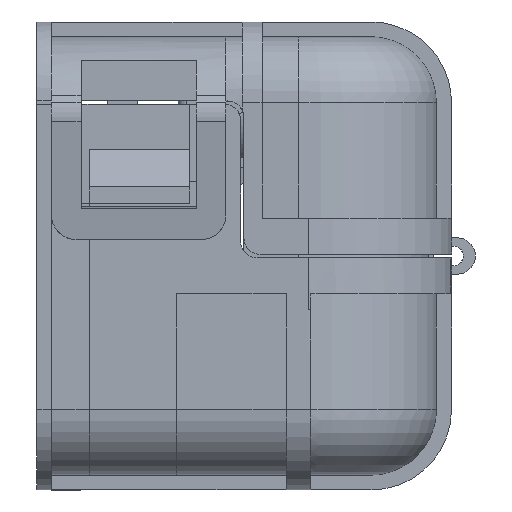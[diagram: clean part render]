
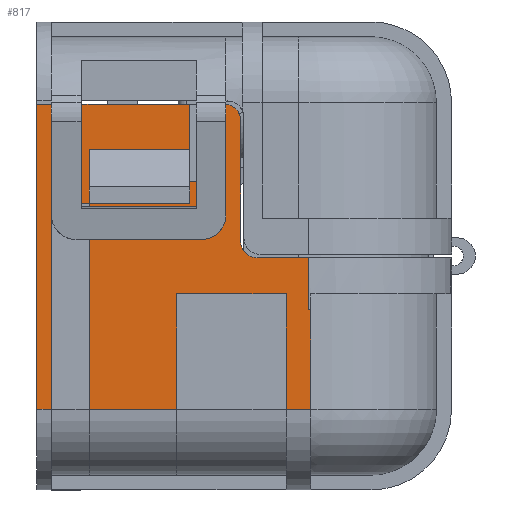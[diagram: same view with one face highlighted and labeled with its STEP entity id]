
A CAD part, front view. The second image highlights one B-rep face of the part: STEP entity #817.
In plain terms, the highlighted planar face has unit normal (0, -1, 0).
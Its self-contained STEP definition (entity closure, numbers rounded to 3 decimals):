
#126=B_SPLINE_CURVE_WITH_KNOTS('',3,(#12039,#12040,#12041,#12042),
 .UNSPECIFIED.,.F.,.F.,(4,4),(0.,1.),.UNSPECIFIED.);
#442=CIRCLE('',#8010,1.);
#484=CIRCLE('',#8127,1.);
#817=ADVANCED_FACE('',(#1459),#1105,.T.);
#1105=PLANE('',#8128);
#1459=FACE_OUTER_BOUND('',#1842,.T.);
#1842=EDGE_LOOP('',(#3563,#3564,#3565,#3566,#3567,#3568,#3569,#3570,#3571,
#3572,#3573,#3574,#3575,#3576,#3577,#3578,#3579,#3580,#3581,#3582,#3583,
#3584,#3585,#3586,#3587,#3588,#3589));
#3563=ORIENTED_EDGE('',*,*,#5687,.F.);
#3564=ORIENTED_EDGE('',*,*,#5730,.F.);
#3565=ORIENTED_EDGE('',*,*,#5820,.F.);
#3566=ORIENTED_EDGE('',*,*,#5734,.F.);
#3567=ORIENTED_EDGE('',*,*,#5567,.T.);
#3568=ORIENTED_EDGE('',*,*,#5566,.T.);
#3569=ORIENTED_EDGE('',*,*,#5851,.T.);
#3570=ORIENTED_EDGE('',*,*,#5852,.T.);
#3571=ORIENTED_EDGE('',*,*,#5853,.F.);
#3572=ORIENTED_EDGE('',*,*,#5623,.F.);
#3573=ORIENTED_EDGE('',*,*,#5700,.T.);
#3574=ORIENTED_EDGE('',*,*,#5685,.F.);
#3575=ORIENTED_EDGE('',*,*,#5683,.F.);
#3576=ORIENTED_EDGE('',*,*,#5682,.T.);
#3577=ORIENTED_EDGE('',*,*,#5785,.F.);
#3578=ORIENTED_EDGE('',*,*,#5783,.F.);
#3579=ORIENTED_EDGE('',*,*,#5781,.F.);
#3580=ORIENTED_EDGE('',*,*,#5778,.F.);
#3581=ORIENTED_EDGE('',*,*,#5787,.F.);
#3582=ORIENTED_EDGE('',*,*,#5854,.T.);
#3583=ORIENTED_EDGE('',*,*,#5802,.F.);
#3584=ORIENTED_EDGE('',*,*,#5825,.T.);
#3585=ORIENTED_EDGE('',*,*,#5750,.T.);
#3586=ORIENTED_EDGE('',*,*,#5673,.F.);
#3587=ORIENTED_EDGE('',*,*,#5699,.F.);
#3588=ORIENTED_EDGE('',*,*,#5788,.T.);
#3589=ORIENTED_EDGE('',*,*,#5692,.T.);
#4621=VERTEX_POINT('',#12036);
#4622=VERTEX_POINT('',#12038);
#4623=VERTEX_POINT('',#12043);
#4665=VERTEX_POINT('',#12212);
#4666=VERTEX_POINT('',#12214);
#4707=VERTEX_POINT('',#12352);
#4708=VERTEX_POINT('',#12353);
#4713=VERTEX_POINT('',#12367);
#4714=VERTEX_POINT('',#12369);
#4715=VERTEX_POINT('',#12373);
#4716=VERTEX_POINT('',#12377);
#4717=VERTEX_POINT('',#12381);
#4718=VERTEX_POINT('',#12382);
#4719=VERTEX_POINT('',#12387);
#4724=VERTEX_POINT('',#12402);
#4745=VERTEX_POINT('',#12495);
#4748=VERTEX_POINT('',#12503);
#4760=VERTEX_POINT('',#12535);
#4780=VERTEX_POINT('',#12607);
#4781=VERTEX_POINT('',#12608);
#4782=VERTEX_POINT('',#12613);
#4783=VERTEX_POINT('',#12617);
#4784=VERTEX_POINT('',#12622);
#4794=VERTEX_POINT('',#12653);
#4795=VERTEX_POINT('',#12655);
#4820=VERTEX_POINT('',#12781);
#4821=VERTEX_POINT('',#12783);
#5566=EDGE_CURVE('',#4622,#4621,#6489,.T.);
#5567=EDGE_CURVE('',#4623,#4622,#126,.T.);
#5623=EDGE_CURVE('',#4665,#4666,#442,.T.);
#5673=EDGE_CURVE('',#4707,#4708,#6554,.T.);
#5682=EDGE_CURVE('',#4713,#4714,#6563,.T.);
#5683=EDGE_CURVE('',#4713,#4715,#6564,.T.);
#5685=EDGE_CURVE('',#4715,#4716,#6566,.T.);
#5687=EDGE_CURVE('',#4717,#4718,#6568,.T.);
#5692=EDGE_CURVE('',#4719,#4718,#6572,.T.);
#5699=EDGE_CURVE('',#4724,#4707,#6578,.T.);
#5700=EDGE_CURVE('',#4665,#4716,#6579,.T.);
#5730=EDGE_CURVE('',#4745,#4717,#6603,.T.);
#5734=EDGE_CURVE('',#4623,#4748,#6606,.T.);
#5750=EDGE_CURVE('',#4760,#4708,#6619,.T.);
#5778=EDGE_CURVE('',#4780,#4781,#6638,.T.);
#5781=EDGE_CURVE('',#4781,#4782,#6641,.T.);
#5783=EDGE_CURVE('',#4782,#4783,#6643,.T.);
#5785=EDGE_CURVE('',#4783,#4714,#6645,.T.);
#5787=EDGE_CURVE('',#4784,#4780,#6647,.T.);
#5788=EDGE_CURVE('',#4724,#4719,#6648,.T.);
#5802=EDGE_CURVE('',#4794,#4795,#6657,.T.);
#5820=EDGE_CURVE('',#4748,#4745,#6668,.T.);
#5825=EDGE_CURVE('',#4794,#4760,#6672,.T.);
#5851=EDGE_CURVE('',#4621,#4820,#6692,.T.);
#5852=EDGE_CURVE('',#4820,#4821,#484,.T.);
#5853=EDGE_CURVE('',#4666,#4821,#6693,.T.);
#5854=EDGE_CURVE('',#4784,#4795,#6694,.T.);
#6489=LINE('',#12037,#7254);
#6554=LINE('',#12351,#7319);
#6563=LINE('',#12370,#7328);
#6564=LINE('',#12372,#7329);
#6566=LINE('',#12376,#7331);
#6568=LINE('',#12380,#7333);
#6572=LINE('',#12390,#7337);
#6578=LINE('',#12403,#7343);
#6579=LINE('',#12405,#7344);
#6603=LINE('',#12494,#7368);
#6606=LINE('',#12502,#7371);
#6619=LINE('',#12534,#7384);
#6638=LINE('',#12606,#7403);
#6641=LINE('',#12612,#7406);
#6643=LINE('',#12616,#7408);
#6645=LINE('',#12620,#7410);
#6647=LINE('',#12623,#7412);
#6648=LINE('',#12625,#7413);
#6657=LINE('',#12654,#7422);
#6668=LINE('',#12705,#7433);
#6672=LINE('',#12715,#7437);
#6692=LINE('',#12780,#7457);
#6693=LINE('',#12784,#7458);
#6694=LINE('',#12785,#7459);
#7254=VECTOR('',#9369,1.);
#7319=VECTOR('',#9540,1.);
#7328=VECTOR('',#9553,1.);
#7329=VECTOR('',#9556,1.);
#7331=VECTOR('',#9560,1.);
#7333=VECTOR('',#9564,1.);
#7337=VECTOR('',#9572,1.);
#7343=VECTOR('',#9584,1.);
#7344=VECTOR('',#9587,1.);
#7368=VECTOR('',#9637,1.);
#7371=VECTOR('',#9644,1.);
#7384=VECTOR('',#9671,1.);
#7403=VECTOR('',#9722,1.);
#7406=VECTOR('',#9727,1.);
#7408=VECTOR('',#9731,1.);
#7410=VECTOR('',#9735,1.);
#7412=VECTOR('',#9737,1.);
#7413=VECTOR('',#9740,1.);
#7422=VECTOR('',#9769,1.);
#7433=VECTOR('',#9806,1.);
#7437=VECTOR('',#9814,1.);
#7457=VECTOR('',#9860,1.);
#7458=VECTOR('',#9863,1.);
#7459=VECTOR('',#9864,1.);
#8010=AXIS2_PLACEMENT_3D('',#12213,#9453,#9454);
#8127=AXIS2_PLACEMENT_3D('',#12782,#9861,#9862);
#8128=AXIS2_PLACEMENT_3D('',#12786,#9865,#9866);
#9369=DIRECTION('',(0.,0.,1.));
#9453=DIRECTION('',(0.,1.,0.));
#9454=DIRECTION('',(0.,0.,-1.));
#9540=DIRECTION('',(-1.,0.,0.));
#9553=DIRECTION('',(-1.,0.,0.));
#9556=DIRECTION('',(0.,0.,-1.));
#9560=DIRECTION('',(1.,0.,0.));
#9564=DIRECTION('',(-1.,0.,0.));
#9572=DIRECTION('',(0.,0.,1.));
#9584=DIRECTION('',(0.,0.,1.));
#9587=DIRECTION('',(0.,0.,-1.));
#9637=DIRECTION('',(0.,0.,1.));
#9644=DIRECTION('',(0.,0.,-1.));
#9671=DIRECTION('',(0.,0.,1.));
#9722=DIRECTION('',(-1.,0.,0.));
#9727=DIRECTION('',(0.,0.,-1.));
#9731=DIRECTION('',(1.,0.,0.));
#9735=DIRECTION('',(0.,0.,1.));
#9737=DIRECTION('',(0.,0.,-1.));
#9740=DIRECTION('',(1.,0.,0.));
#9769=DIRECTION('',(0.,0.,1.));
#9806=DIRECTION('',(-1.,0.,0.));
#9814=DIRECTION('',(1.,0.,0.));
#9860=DIRECTION('',(-1.,0.,0.));
#9861=DIRECTION('',(0.,1.,0.));
#9862=DIRECTION('',(0.,0.,-1.));
#9863=DIRECTION('',(0.,0.,-1.));
#9864=DIRECTION('',(-1.,0.,0.));
#9865=DIRECTION('',(0.,-1.,0.));
#9866=DIRECTION('',(0.,0.,1.));
#12036=CARTESIAN_POINT('',(28.404,7.679,22.));
#12037=CARTESIAN_POINT('',(28.404,7.679,12.471));
#12038=CARTESIAN_POINT('',(28.404,7.679,18.827));
#12039=CARTESIAN_POINT('',(28.554,7.679,18.827));
#12040=CARTESIAN_POINT('',(28.504,7.679,18.827));
#12041=CARTESIAN_POINT('',(28.454,7.679,18.827));
#12042=CARTESIAN_POINT('',(28.404,7.679,18.827));
#12043=CARTESIAN_POINT('',(28.554,7.684,18.827));
#12212=CARTESIAN_POINT('',(23.084,7.679,31.305));
#12213=CARTESIAN_POINT('',(23.284,7.679,30.325));
#12214=CARTESIAN_POINT('',(24.284,7.679,30.325));
#12351=CARTESIAN_POINT('',(16.584,7.679,25.3));
#12352=CARTESIAN_POINT('',(15.084,7.679,25.3));
#12353=CARTESIAN_POINT('',(12.784,7.679,25.3));
#12367=CARTESIAN_POINT('',(21.684,7.679,26.6));
#12369=CARTESIAN_POINT('',(21.184,7.679,26.6));
#12370=CARTESIAN_POINT('',(16.584,7.679,26.6));
#12372=CARTESIAN_POINT('',(21.684,7.679,26.3));
#12373=CARTESIAN_POINT('',(21.684,7.679,24.4));
#12376=CARTESIAN_POINT('',(16.584,7.679,24.4));
#12377=CARTESIAN_POINT('',(23.084,7.679,24.4));
#12380=CARTESIAN_POINT('',(16.584,7.679,19.8));
#12381=CARTESIAN_POINT('',(27.054,7.679,19.8));
#12382=CARTESIAN_POINT('',(20.384,7.679,19.8));
#12387=CARTESIAN_POINT('',(20.384,7.679,12.775));
#12390=CARTESIAN_POINT('',(20.384,7.679,31.425));
#12402=CARTESIAN_POINT('',(15.084,7.679,12.775));
#12403=CARTESIAN_POINT('',(15.084,7.679,12.775));
#12405=CARTESIAN_POINT('',(23.084,7.679,31.425));
#12494=CARTESIAN_POINT('',(27.054,7.679,31.425));
#12495=CARTESIAN_POINT('',(27.054,7.679,12.775));
#12502=CARTESIAN_POINT('',(28.554,7.679,12.775));
#12503=CARTESIAN_POINT('',(28.554,7.679,12.775));
#12534=CARTESIAN_POINT('',(12.784,7.679,31.425));
#12535=CARTESIAN_POINT('',(12.784,7.679,12.775));
#12606=CARTESIAN_POINT('',(21.184,7.679,28.551));
#12607=CARTESIAN_POINT('',(21.184,7.679,28.551));
#12608=CARTESIAN_POINT('',(15.084,7.679,28.551));
#12612=CARTESIAN_POINT('',(15.084,7.679,31.425));
#12613=CARTESIAN_POINT('',(15.084,7.679,25.413));
#12616=CARTESIAN_POINT('',(18.134,7.679,25.413));
#12617=CARTESIAN_POINT('',(21.184,7.679,25.413));
#12620=CARTESIAN_POINT('',(21.184,7.679,24.1));
#12622=CARTESIAN_POINT('',(21.184,7.679,31.325));
#12623=CARTESIAN_POINT('',(21.184,7.679,31.425));
#12625=CARTESIAN_POINT('',(16.584,7.679,12.775));
#12653=CARTESIAN_POINT('',(11.884,7.679,12.775));
#12654=CARTESIAN_POINT('',(11.884,7.679,12.775));
#12655=CARTESIAN_POINT('',(11.884,7.679,31.325));
#12705=CARTESIAN_POINT('',(27.804,7.679,12.775));
#12715=CARTESIAN_POINT('',(16.584,7.679,12.775));
#12780=CARTESIAN_POINT('',(16.584,7.679,22.));
#12781=CARTESIAN_POINT('',(25.284,7.679,22.));
#12782=CARTESIAN_POINT('',(25.284,7.679,23.));
#12783=CARTESIAN_POINT('',(24.284,7.679,23.));
#12784=CARTESIAN_POINT('',(24.284,7.679,22.));
#12785=CARTESIAN_POINT('',(16.584,7.679,31.325));
#12786=CARTESIAN_POINT('',(16.584,7.679,31.425));
